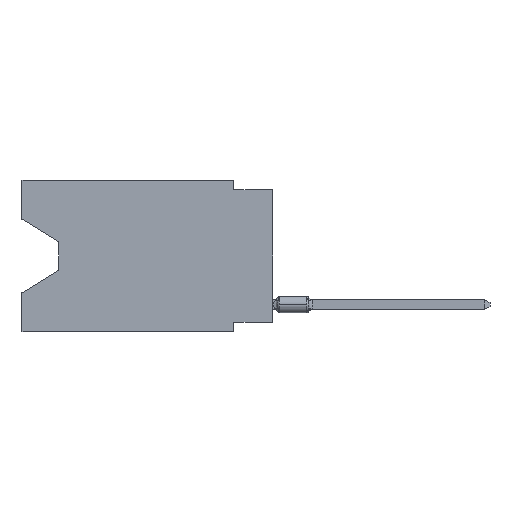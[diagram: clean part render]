
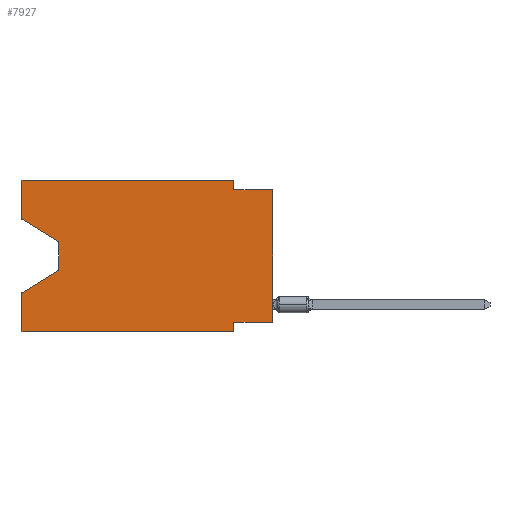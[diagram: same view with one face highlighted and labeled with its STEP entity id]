
A CAD part, left-side view. The second image highlights one B-rep face of the part: STEP entity #7927.
In plain terms, the highlighted planar face has unit normal (-1, 0, 0).
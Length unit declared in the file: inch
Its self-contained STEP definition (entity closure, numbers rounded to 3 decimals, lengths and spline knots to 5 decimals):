
#189 = VERTEX_POINT ( 'NONE', #1016 ) ;
#209 = LINE ( 'NONE', #5469, #3568 ) ;
#295 = CARTESIAN_POINT ( 'NONE',  ( 0., 0., -0.025 ) ) ;
#475 = DIRECTION ( 'NONE',  ( 0., 0., -1. ) ) ;
#522 = VECTOR ( 'NONE', #5408, 39.37008 ) ;
#590 = CARTESIAN_POINT ( 'NONE',  ( 0., 0.1, -0.39 ) ) ;
#600 = ORIENTED_EDGE ( 'NONE', *, *, #16760, .F. ) ;
#845 = VECTOR ( 'NONE', #5504, 39.37008 ) ;
#978 = VERTEX_POINT ( 'NONE', #17740 ) ;
#1016 = CARTESIAN_POINT ( 'NONE',  ( 0., 0.1, 0. ) ) ;
#1063 = VECTOR ( 'NONE', #7423, 39.37008 ) ;
#1075 = EDGE_CURVE ( 'NONE', #11183, #11575, #10087, .T. ) ;
#1523 = VECTOR ( 'NONE', #14344, 39.37008 ) ;
#1772 = LINE ( 'NONE', #3437, #17302 ) ;
#1869 = EDGE_CURVE ( 'NONE', #9918, #978, #8301, .T. ) ;
#1976 = CARTESIAN_POINT ( 'NONE',  ( 0., 0.645, -0.28975 ) ) ;
#1983 = VECTOR ( 'NONE', #6793, 39.37008 ) ;
#2972 = VECTOR ( 'NONE', #475, 39.37008 ) ;
#3194 = ORIENTED_EDGE ( 'NONE', *, *, #1869, .F. ) ;
#3243 = CARTESIAN_POINT ( 'NONE',  ( 0., 0.645, 0. ) ) ;
#3437 = CARTESIAN_POINT ( 'NONE',  ( 0., 0., 0. ) ) ;
#3568 = VECTOR ( 'NONE', #5835, 39.37008 ) ;
#4131 = ORIENTED_EDGE ( 'NONE', *, *, #8050, .T. ) ;
#4221 = DIRECTION ( 'NONE',  ( 0., 1., 0. ) ) ;
#4251 = EDGE_CURVE ( 'NONE', #978, #8958, #14641, .T. ) ;
#4281 = ORIENTED_EDGE ( 'NONE', *, *, #13449, .F. ) ;
#4354 = CARTESIAN_POINT ( 'NONE',  ( 0., 0.645, 0. ) ) ;
#4472 = VERTEX_POINT ( 'NONE', #6456 ) ;
#4617 = LINE ( 'NONE', #3243, #9738 ) ;
#4632 = VERTEX_POINT ( 'NONE', #14340 ) ;
#5408 = DIRECTION ( 'NONE',  ( 0., -0.855, -0.519 ) ) ;
#5469 = CARTESIAN_POINT ( 'NONE',  ( 0., 0.645, 0. ) ) ;
#5504 = DIRECTION ( 'NONE',  ( 0., 0., -1. ) ) ;
#5750 = EDGE_CURVE ( 'NONE', #9918, #16811, #1772, .T. ) ;
#5755 = EDGE_CURVE ( 'NONE', #9070, #8958, #17422, .T. ) ;
#5835 = DIRECTION ( 'NONE',  ( 0., -1., 0. ) ) ;
#6023 = CARTESIAN_POINT ( 'NONE',  ( 0., 0.645, -0.39 ) ) ;
#6291 = CARTESIAN_POINT ( 'NONE',  ( 0., 0.1, 0. ) ) ;
#6346 = VECTOR ( 'NONE', #4221, 39.37008 ) ;
#6456 = CARTESIAN_POINT ( 'NONE',  ( 0., 0.55, -0.232 ) ) ;
#6793 = DIRECTION ( 'NONE',  ( 0., -1., 0. ) ) ;
#6984 = CARTESIAN_POINT ( 'NONE',  ( 0., 0.645, -0.10025 ) ) ;
#7423 = DIRECTION ( 'NONE',  ( 0., 0., -1. ) ) ;
#7466 = CARTESIAN_POINT ( 'NONE',  ( 0., 0.55, -0.232 ) ) ;
#7917 = EDGE_LOOP ( 'NONE', ( #4131, #17333, #13979, #600, #11334, #9211, #3194, #10109, #17299, #13622, #4281, #18209 ) ) ;
#7927 = ADVANCED_FACE ( 'NONE', ( #17751 ), #9481, .F. ) ;
#8000 = VECTOR ( 'NONE', #13101, 39.37008 ) ;
#8050 = EDGE_CURVE ( 'NONE', #11183, #15596, #16804, .T. ) ;
#8096 = DIRECTION ( 'NONE',  ( 0., 0., -1. ) ) ;
#8301 = LINE ( 'NONE', #12637, #6346 ) ;
#8522 = CARTESIAN_POINT ( 'NONE',  ( 0., 0.645, 0. ) ) ;
#8958 = VERTEX_POINT ( 'NONE', #11394 ) ;
#9067 = VERTEX_POINT ( 'NONE', #1976 ) ;
#9070 = VERTEX_POINT ( 'NONE', #12035 ) ;
#9211 = ORIENTED_EDGE ( 'NONE', *, *, #4251, .F. ) ;
#9481 = PLANE ( 'NONE',  #11720 ) ;
#9738 = VECTOR ( 'NONE', #13046, 39.37008 ) ;
#9918 = VERTEX_POINT ( 'NONE', #15544 ) ;
#10087 = LINE ( 'NONE', #4354, #1523 ) ;
#10109 = ORIENTED_EDGE ( 'NONE', *, *, #5750, .T. ) ;
#10596 = CARTESIAN_POINT ( 'NONE',  ( 0., 0.645, 0. ) ) ;
#11109 = EDGE_CURVE ( 'NONE', #15596, #4472, #18029, .T. ) ;
#11183 = VERTEX_POINT ( 'NONE', #12360 ) ;
#11326 = CARTESIAN_POINT ( 'NONE',  ( 0., 0.55, -0.158 ) ) ;
#11334 = ORIENTED_EDGE ( 'NONE', *, *, #5755, .T. ) ;
#11394 = CARTESIAN_POINT ( 'NONE',  ( 0., 0.1, -0.39 ) ) ;
#11564 = DIRECTION ( 'NONE',  ( 0., 0., 1. ) ) ;
#11575 = VERTEX_POINT ( 'NONE', #8522 ) ;
#11720 = AXIS2_PLACEMENT_3D ( 'NONE', #10596, #12259, #8096 ) ;
#12035 = CARTESIAN_POINT ( 'NONE',  ( 0., 0.645, -0.39 ) ) ;
#12259 = DIRECTION ( 'NONE',  ( 1., 0., 0. ) ) ;
#12360 = CARTESIAN_POINT ( 'NONE',  ( 0., 0.645, -0.10025 ) ) ;
#12637 = CARTESIAN_POINT ( 'NONE',  ( 0., 0., -0.365 ) ) ;
#12797 = CARTESIAN_POINT ( 'NONE',  ( 0., 0., -0.025 ) ) ;
#13046 = DIRECTION ( 'NONE',  ( 0., 0., 1. ) ) ;
#13101 = DIRECTION ( 'NONE',  ( 0., 0.855, -0.519 ) ) ;
#13129 = LINE ( 'NONE', #6291, #2972 ) ;
#13449 = EDGE_CURVE ( 'NONE', #11575, #189, #209, .T. ) ;
#13622 = ORIENTED_EDGE ( 'NONE', *, *, #15060, .F. ) ;
#13979 = ORIENTED_EDGE ( 'NONE', *, *, #14379, .T. ) ;
#14333 = VECTOR ( 'NONE', #14539, 39.37008 ) ;
#14340 = CARTESIAN_POINT ( 'NONE',  ( 0., 0.1, -0.025 ) ) ;
#14344 = DIRECTION ( 'NONE',  ( 0., 0., 1. ) ) ;
#14379 = EDGE_CURVE ( 'NONE', #4472, #9067, #17277, .T. ) ;
#14539 = DIRECTION ( 'NONE',  ( 0., -1., 0. ) ) ;
#14641 = LINE ( 'NONE', #590, #1063 ) ;
#15060 = EDGE_CURVE ( 'NONE', #189, #4632, #13129, .T. ) ;
#15544 = CARTESIAN_POINT ( 'NONE',  ( 0., 0., -0.365 ) ) ;
#15596 = VERTEX_POINT ( 'NONE', #11326 ) ;
#15677 = LINE ( 'NONE', #12797, #1983 ) ;
#16263 = EDGE_CURVE ( 'NONE', #4632, #16811, #15677, .T. ) ;
#16454 = CARTESIAN_POINT ( 'NONE',  ( 0., 0.55, -0.158 ) ) ;
#16760 = EDGE_CURVE ( 'NONE', #9070, #9067, #4617, .T. ) ;
#16804 = LINE ( 'NONE', #6984, #522 ) ;
#16811 = VERTEX_POINT ( 'NONE', #295 ) ;
#17277 = LINE ( 'NONE', #7466, #8000 ) ;
#17299 = ORIENTED_EDGE ( 'NONE', *, *, #16263, .F. ) ;
#17302 = VECTOR ( 'NONE', #11564, 39.37008 ) ;
#17333 = ORIENTED_EDGE ( 'NONE', *, *, #11109, .T. ) ;
#17422 = LINE ( 'NONE', #6023, #14333 ) ;
#17740 = CARTESIAN_POINT ( 'NONE',  ( 0., 0.1, -0.365 ) ) ;
#17751 = FACE_OUTER_BOUND ( 'NONE', #7917, .T. ) ;
#18029 = LINE ( 'NONE', #16454, #845 ) ;
#18209 = ORIENTED_EDGE ( 'NONE', *, *, #1075, .F. ) ;
